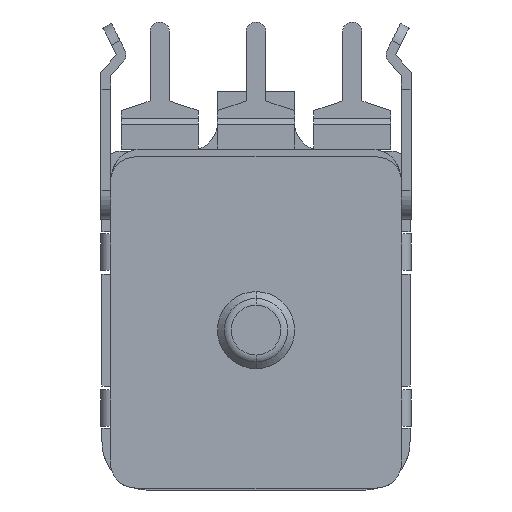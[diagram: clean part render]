
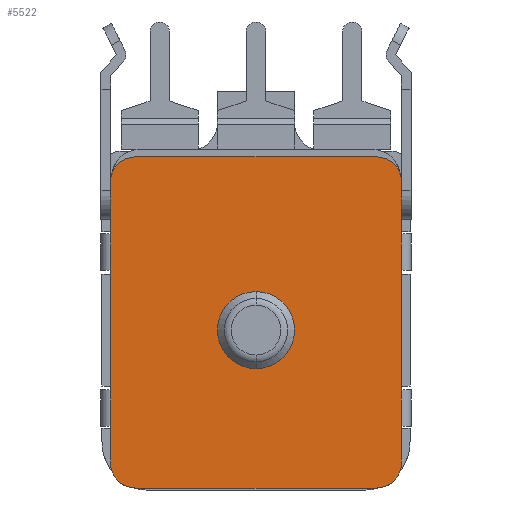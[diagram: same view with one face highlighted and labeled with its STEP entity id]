
A CAD part, front view. The second image highlights one B-rep face of the part: STEP entity #5522.
In plain terms, the highlighted planar face has unit normal (0, -1, 0).
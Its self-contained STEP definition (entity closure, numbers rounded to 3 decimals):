
#379=DIRECTION('',(0.,0.,1.));
#380=VECTOR('',#379,1.9);
#381=CARTESIAN_POINT('',(7.55,-3.55,3.1));
#382=LINE('',#381,#380);
#383=DIRECTION('',(0.,0.,1.));
#384=VECTOR('',#383,0.75);
#385=CARTESIAN_POINT('',(-7.55,-3.55,5.));
#386=LINE('',#385,#384);
#387=DIRECTION('',(0.,0.,1.));
#388=VECTOR('',#387,1.95);
#389=CARTESIAN_POINT('',(-7.55,-3.55,5.75));
#390=LINE('',#389,#388);
#391=CARTESIAN_POINT('',(-6.25,-3.55,7.7));
#392=DIRECTION('',(0.,1.,0.));
#393=DIRECTION('',(-1.,0.,0.));
#394=AXIS2_PLACEMENT_3D('',#391,#392,#393);
#396=DIRECTION('',(1.,0.,0.));
#397=VECTOR('',#396,12.5);
#398=CARTESIAN_POINT('',(-6.25,-3.55,9.));
#399=LINE('',#398,#397);
#400=CARTESIAN_POINT('',(6.25,-3.55,7.7));
#401=DIRECTION('',(0.,1.,0.));
#402=DIRECTION('',(0.,0.,1.));
#403=AXIS2_PLACEMENT_3D('',#400,#401,#402);
#405=DIRECTION('',(0.,0.,-1.));
#406=VECTOR('',#405,0.75);
#407=CARTESIAN_POINT('',(7.55,-3.55,5.75));
#408=LINE('',#407,#406);
#409=DIRECTION('',(0.,0.,-1.));
#410=VECTOR('',#409,6.2);
#411=CARTESIAN_POINT('',(7.55,-3.55,3.1));
#412=LINE('',#411,#410);
#413=DIRECTION('',(0.,0.,-1.));
#414=VECTOR('',#413,1.9);
#415=CARTESIAN_POINT('',(7.55,-3.55,-5.));
#416=LINE('',#415,#414);
#417=CARTESIAN_POINT('',(6.25,-3.55,-6.9));
#418=DIRECTION('',(0.,1.,0.));
#419=DIRECTION('',(1.,0.,0.));
#420=AXIS2_PLACEMENT_3D('',#417,#418,#419);
#422=DIRECTION('',(-1.,0.,0.));
#423=VECTOR('',#422,12.5);
#424=CARTESIAN_POINT('',(6.25,-3.55,-8.2));
#425=LINE('',#424,#423);
#426=CARTESIAN_POINT('',(-6.25,-3.55,-6.9));
#427=DIRECTION('',(0.,1.,0.));
#428=DIRECTION('',(0.,0.,-1.));
#429=AXIS2_PLACEMENT_3D('',#426,#427,#428);
#431=DIRECTION('',(0.,0.,1.));
#432=VECTOR('',#431,1.9);
#433=CARTESIAN_POINT('',(-7.55,-3.55,-6.9));
#434=LINE('',#433,#432);
#435=DIRECTION('',(0.,0.,1.));
#436=VECTOR('',#435,6.2);
#437=CARTESIAN_POINT('',(-7.55,-3.55,-3.1));
#438=LINE('',#437,#436);
#439=DIRECTION('',(0.,0.,-1.));
#440=VECTOR('',#439,1.9);
#441=CARTESIAN_POINT('',(-7.55,-3.55,5.));
#442=LINE('',#441,#440);
#695=DIRECTION('',(0.,0.,-1.));
#696=VECTOR('',#695,1.9);
#697=CARTESIAN_POINT('',(-7.55,-3.55,-3.1));
#698=LINE('',#697,#696);
#825=DIRECTION('',(0.,0.,1.));
#826=VECTOR('',#825,1.9);
#827=CARTESIAN_POINT('',(7.55,-3.55,-5.));
#828=LINE('',#827,#826);
#3270=DIRECTION('',(0.,0.,1.));
#3271=VECTOR('',#3270,1.95);
#3272=CARTESIAN_POINT('',(7.55,-3.55,5.75));
#3273=LINE('',#3272,#3271);
#3859=CARTESIAN_POINT('',(0.,-3.55,0.));
#3860=DIRECTION('',(0.,1.,0.));
#3861=DIRECTION('',(0.,0.,1.));
#3862=AXIS2_PLACEMENT_3D('',#3859,#3860,#3861);
#3868=CARTESIAN_POINT('',(0.,-3.55,0.));
#3869=DIRECTION('',(0.,1.,0.));
#3870=DIRECTION('',(0.,0.,-1.));
#3871=AXIS2_PLACEMENT_3D('',#3868,#3869,#3870);
#4105=CARTESIAN_POINT('',(-7.55,-3.55,7.7));
#4106=VERTEX_POINT('',#4105);
#4107=CARTESIAN_POINT('',(-7.55,-3.55,5.75));
#4108=VERTEX_POINT('',#4107);
#4117=CARTESIAN_POINT('',(-7.55,-3.55,-3.1));
#4119=VERTEX_POINT('',#4117);
#4123=CARTESIAN_POINT('',(-7.55,-3.55,3.1));
#4124=VERTEX_POINT('',#4123);
#4125=CARTESIAN_POINT('',(-7.55,-3.55,-5.));
#4127=VERTEX_POINT('',#4125);
#4129=CARTESIAN_POINT('',(-7.55,-3.55,-6.9));
#4130=VERTEX_POINT('',#4129);
#4133=CARTESIAN_POINT('',(-7.55,-3.55,5.));
#4135=VERTEX_POINT('',#4133);
#4165=CARTESIAN_POINT('',(-6.25,-3.55,9.));
#4166=VERTEX_POINT('',#4165);
#4167=CARTESIAN_POINT('',(6.25,-3.55,9.));
#4168=VERTEX_POINT('',#4167);
#4169=CARTESIAN_POINT('',(7.55,-3.55,7.7));
#4170=VERTEX_POINT('',#4169);
#4171=CARTESIAN_POINT('',(7.55,-3.55,5.75));
#4172=VERTEX_POINT('',#4171);
#4173=CARTESIAN_POINT('',(7.55,-3.55,5.));
#4174=VERTEX_POINT('',#4173);
#4175=CARTESIAN_POINT('',(7.55,-3.55,3.1));
#4176=VERTEX_POINT('',#4175);
#4177=CARTESIAN_POINT('',(7.55,-3.55,-3.1));
#4178=VERTEX_POINT('',#4177);
#4179=CARTESIAN_POINT('',(7.55,-3.55,-5.));
#4180=VERTEX_POINT('',#4179);
#4181=CARTESIAN_POINT('',(7.55,-3.55,-6.9));
#4182=VERTEX_POINT('',#4181);
#4183=CARTESIAN_POINT('',(6.25,-3.55,-8.2));
#4184=VERTEX_POINT('',#4183);
#4185=CARTESIAN_POINT('',(-6.25,-3.55,-8.2));
#4186=VERTEX_POINT('',#4185);
#4187=CARTESIAN_POINT('',(0.,-3.55,2.));
#4188=CARTESIAN_POINT('',(0.,-3.55,-2.));
#4189=VERTEX_POINT('',#4187);
#4190=VERTEX_POINT('',#4188);
#5475=CARTESIAN_POINT('',(0.,-3.55,0.));
#5476=DIRECTION('',(0.,-1.,0.));
#5477=DIRECTION('',(-1.,0.,0.));
#5478=AXIS2_PLACEMENT_3D('',#5475,#5476,#5477);
#5479=PLANE('',#5478);
#5481=ORIENTED_EDGE('',*,*,#5480,.F.);
#5483=ORIENTED_EDGE('',*,*,#5482,.T.);
#5485=ORIENTED_EDGE('',*,*,#5484,.T.);
#5487=ORIENTED_EDGE('',*,*,#5486,.T.);
#5489=ORIENTED_EDGE('',*,*,#5488,.T.);
#5491=ORIENTED_EDGE('',*,*,#5490,.T.);
#5493=ORIENTED_EDGE('',*,*,#5492,.F.);
#5494=ORIENTED_EDGE('',*,*,#5427,.T.);
#5495=ORIENTED_EDGE('',*,*,#5465,.F.);
#5497=ORIENTED_EDGE('',*,*,#5496,.T.);
#5499=ORIENTED_EDGE('',*,*,#5498,.F.);
#5501=ORIENTED_EDGE('',*,*,#5500,.T.);
#5503=ORIENTED_EDGE('',*,*,#5502,.T.);
#5505=ORIENTED_EDGE('',*,*,#5504,.T.);
#5507=ORIENTED_EDGE('',*,*,#5506,.T.);
#5509=ORIENTED_EDGE('',*,*,#5508,.T.);
#5511=ORIENTED_EDGE('',*,*,#5510,.F.);
#5513=ORIENTED_EDGE('',*,*,#5512,.T.);
#5514=EDGE_LOOP('',(#5481,#5483,#5485,#5487,#5489,#5491,#5493,#5494,#5495,#5497,
#5499,#5501,#5503,#5505,#5507,#5509,#5511,#5513));
#5515=FACE_OUTER_BOUND('',#5514,.F.);
#5517=ORIENTED_EDGE('',*,*,#5516,.F.);
#5519=ORIENTED_EDGE('',*,*,#5518,.F.);
#5520=EDGE_LOOP('',(#5517,#5519));
#5521=FACE_BOUND('',#5520,.F.);
#395=CIRCLE('',#394,1.3);
#404=CIRCLE('',#403,1.3);
#421=CIRCLE('',#420,1.3);
#430=CIRCLE('',#429,1.3);
#3863=CIRCLE('',#3862,2.);
#3872=CIRCLE('',#3871,2.);
#5427=EDGE_CURVE('',#4172,#4174,#408,.T.);
#5465=EDGE_CURVE('',#4176,#4174,#382,.T.);
#5480=EDGE_CURVE('',#4135,#4124,#442,.T.);
#5482=EDGE_CURVE('',#4135,#4108,#386,.T.);
#5484=EDGE_CURVE('',#4108,#4106,#390,.T.);
#5486=EDGE_CURVE('',#4106,#4166,#395,.T.);
#5488=EDGE_CURVE('',#4166,#4168,#399,.T.);
#5490=EDGE_CURVE('',#4168,#4170,#404,.T.);
#5492=EDGE_CURVE('',#4172,#4170,#3273,.T.);
#5496=EDGE_CURVE('',#4176,#4178,#412,.T.);
#5498=EDGE_CURVE('',#4180,#4178,#828,.T.);
#5500=EDGE_CURVE('',#4180,#4182,#416,.T.);
#5502=EDGE_CURVE('',#4182,#4184,#421,.T.);
#5504=EDGE_CURVE('',#4184,#4186,#425,.T.);
#5506=EDGE_CURVE('',#4186,#4130,#430,.T.);
#5508=EDGE_CURVE('',#4130,#4127,#434,.T.);
#5510=EDGE_CURVE('',#4119,#4127,#698,.T.);
#5512=EDGE_CURVE('',#4119,#4124,#438,.T.);
#5516=EDGE_CURVE('',#4189,#4190,#3863,.T.);
#5518=EDGE_CURVE('',#4190,#4189,#3872,.T.);
#5522=ADVANCED_FACE('',(#5515,#5521),#5479,.T.);
